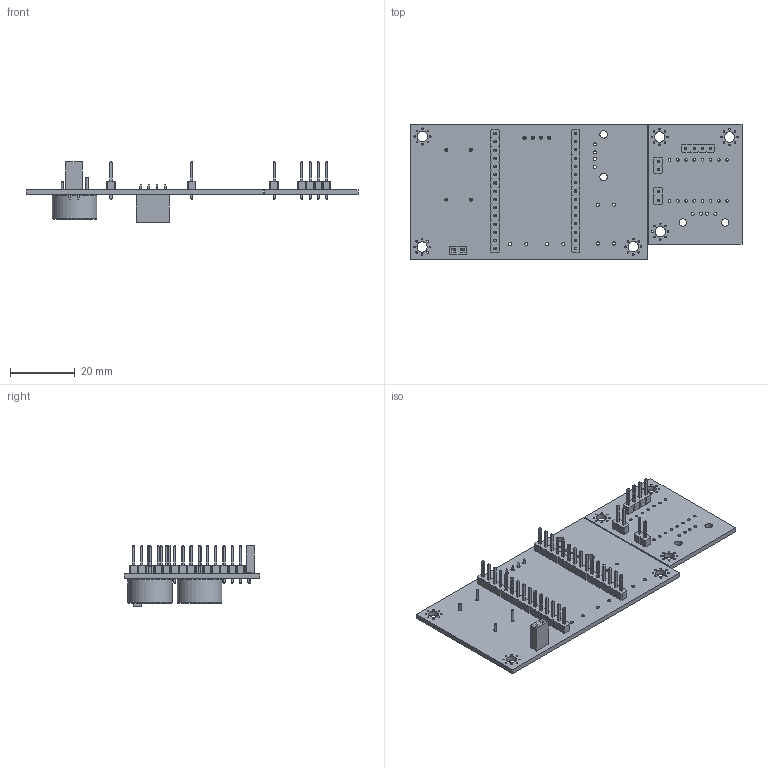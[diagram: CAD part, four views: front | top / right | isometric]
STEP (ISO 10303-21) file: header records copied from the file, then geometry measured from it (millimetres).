
FILE_DESCRIPTION(('KiCad electronic assembly'),'2;1');
FILE_NAME('pcb.step','2025-05-24T22:02:57',('Pcbnew'),('Kicad'), 'Open CASCADE STEP processor 7.8','KiCad to STEP converter','Unknown' );
FILE_SCHEMA(('AUTOMOTIVE_DESIGN { 1 0 10303 214 1 1 1 1 }'));
Length unit declared in the file: millimetre
Products named in the file (9): pcb 1; PinHeader_1x04_P2.54mm_Vertical; PinHeader_1x15_P2.54mm_Vertical; PinHeader_1x02_P2.54mm_Vertical; PinSocket_1x02_P2.54mm_Vertical; PinSocket_1x04_P2.54mm_Vertical; Indicator_PUI_AI-1440-TWT-24V-2-R; pcb_PCB_1; pcb_PCB_2
Assembly tree (11 placements, depth 2):
  pcb 1
    PinHeader_1x04_P2.54mm_Vertical
    PinHeader_1x15_P2.54mm_Vertical  x2
    PinHeader_1x02_P2.54mm_Vertical  x2
    PinSocket_1x02_P2.54mm_Vertical
    PinSocket_1x04_P2.54mm_Vertical
    Indicator_PUI_AI-1440-TWT-24V-2-R  x2
    pcb_PCB_1
    pcb_PCB_2
Bounding box: 102.6 x 41.98 x 18.72 mm (x, y, z)
Volume: 9375.5 mm3; surface area: 12955 mm2
Topology: 11 solids, 11 shells, 1284 faces, 3168 edges, 2000 vertices
Faces by surface type: plane 1130, cylinder 146, torus 8
Full cylindrical faces by diameter (mm): 0.5 x48, 0.7 x4, 0.8 x16, 0.9 x4, 0.92 x8, 1 x52, 1.4 x2, 2.3 x4, 3.2 x6, 13.8 x2
Entity records: 31500 total; most frequent: CARTESIAN_POINT 4385, ORIENTED_EDGE 4300, DIRECTION 4176, EDGE_CURVE 2150, LINE 1858, VECTOR 1858, VERTEX_POINT 1368, FACE_BOUND 1188
